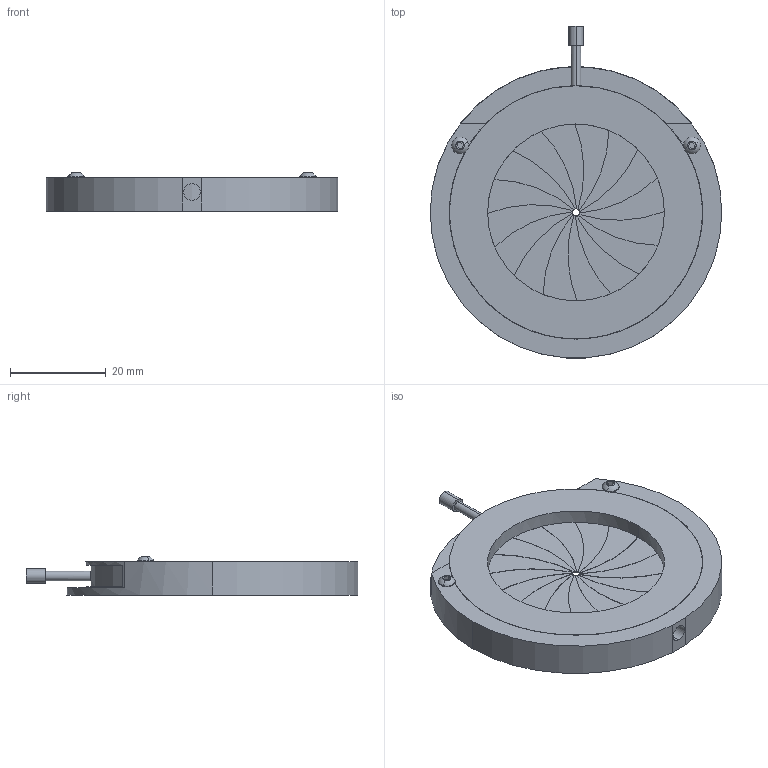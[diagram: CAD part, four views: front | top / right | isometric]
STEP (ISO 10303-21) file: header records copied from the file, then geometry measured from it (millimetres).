
FILE_DESCRIPTION (( 'STEP AP214' ), '1' );
FILE_NAME ('ID1537E.STEP', '2019-01-22T07:00:54', ( '' ), ( '' ), 'SwSTEP 2.0', 'SolidWorks 2016', '' );
FILE_SCHEMA (( 'AUTOMOTIVE_DESIGN' ));
Length unit declared in the file: millimetre
Products named in the file (1): ID1537E
Bounding box: 61 x 69.43 x 8 mm (x, y, z)
Surface area: 9284.5 mm2 (no closed solid volume)
Topology: 0 solids, 4 shells, 122 faces, 342 edges, 228 vertices
Faces by surface type: plane 60, cylinder 58, sphere 4
Entity records: 5418 total; most frequent: DIRECTION 782, CARTESIAN_POINT 723, ORIENTED_EDGE 656, EDGE_CURVE 342, AXIS2_PLACEMENT_3D 319, VERTEX_POINT 228, CIRCLE 196, VECTOR 144
